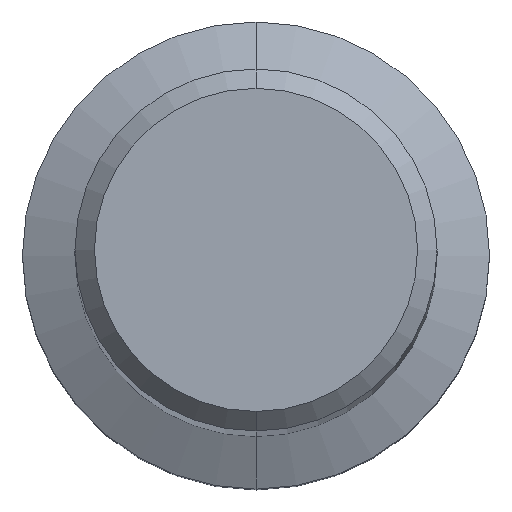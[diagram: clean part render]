
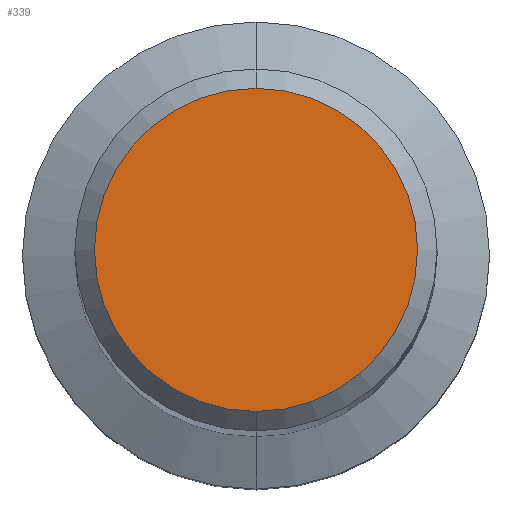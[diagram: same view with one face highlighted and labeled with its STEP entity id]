
A CAD part, top view. The second image highlights one B-rep face of the part: STEP entity #339.
In plain terms, the highlighted planar face has unit normal (0, 0, 1).
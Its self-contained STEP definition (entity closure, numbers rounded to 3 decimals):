
#241=VERTEX_POINT('',#601);
#339=ADVANCED_FACE('',(#708),#709,.T.);
#345=VERTEX_POINT('',#715);
#519=EDGE_CURVE('',#345,#241,#911,.T.);
#521=EDGE_CURVE('',#241,#345,#913,.T.);
#601=CARTESIAN_POINT('',(0.0,4.15,0.0));
#708=FACE_OUTER_BOUND('',#1263,.T.);
#709=PLANE('',#1264);
#715=CARTESIAN_POINT('',(0.,-4.15,0.0));
#911=CIRCLE('',#1629,4.15);
#913=CIRCLE('',#1632,4.15);
#1263=EDGE_LOOP('',(#1803,#1804));
#1264=AXIS2_PLACEMENT_3D('',#1805,#1806,#1807);
#1629=AXIS2_PLACEMENT_3D('',#2075,#2076,#2077);
#1632=AXIS2_PLACEMENT_3D('',#2078,#2079,#2080);
#1803=ORIENTED_EDGE('',*,*,#521,.F.);
#1804=ORIENTED_EDGE('',*,*,#519,.F.);
#1805=CARTESIAN_POINT('',(0.0,2.075,0.0));
#1806=DIRECTION('',(-0.0,0.0,1.0));
#1807=DIRECTION('',(0.0,-1.0,0.0));
#2075=CARTESIAN_POINT('',(0.0,0.0,0.0));
#2076=DIRECTION('',(0.0,0.0,-1.0));
#2077=DIRECTION('',(0.0,1.0,0.0));
#2078=CARTESIAN_POINT('',(0.0,0.0,0.0));
#2079=DIRECTION('',(0.0,0.0,-1.0));
#2080=DIRECTION('',(0.0,1.0,0.0));
